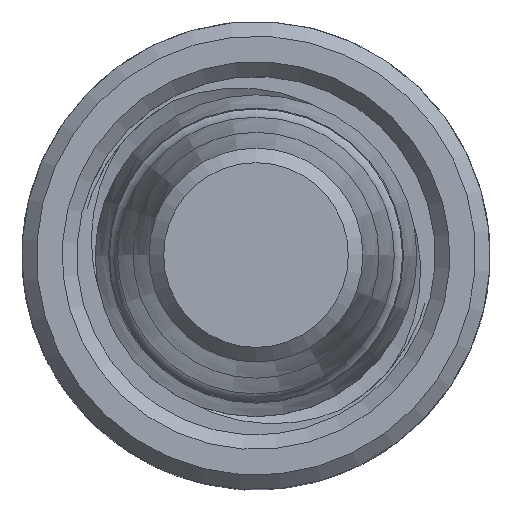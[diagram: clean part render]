
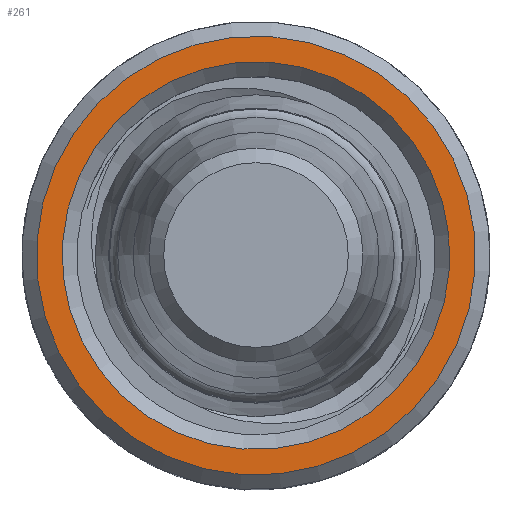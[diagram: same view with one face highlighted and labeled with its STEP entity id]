
A CAD part, top view. The second image highlights one B-rep face of the part: STEP entity #261.
In plain terms, the highlighted planar face has unit normal (0, 0, 1).
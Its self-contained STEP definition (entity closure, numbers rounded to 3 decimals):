
#60=PLANE('',#1058);
#261=ADVANCED_FACE('',(#347,#348),#60,.F.);
#347=FACE_BOUND('',#413,.T.);
#348=FACE_BOUND('',#414,.T.);
#413=EDGE_LOOP('',(#569));
#414=EDGE_LOOP('',(#570));
#569=ORIENTED_EDGE('',*,*,#832,.F.);
#570=ORIENTED_EDGE('',*,*,#834,.T.);
#740=VERTEX_POINT('',#1406);
#742=VERTEX_POINT('',#1411);
#832=EDGE_CURVE('',#740,#740,#956,.T.);
#834=EDGE_CURVE('',#742,#742,#958,.T.);
#956=CIRCLE('',#1027,6.625);
#958=CIRCLE('',#1030,7.5);
#1027=AXIS2_PLACEMENT_3D('',#1405,#1153,#1154);
#1030=AXIS2_PLACEMENT_3D('',#1410,#1159,#1160);
#1058=AXIS2_PLACEMENT_3D('',#1671,#1227,#1228);
#1153=DIRECTION('',(0.,0.,1.));
#1154=DIRECTION('',(-0.83,0.557,0.));
#1159=DIRECTION('',(0.,0.,1.));
#1160=DIRECTION('',(-0.83,0.557,0.));
#1227=DIRECTION('',(0.,0.,-1.));
#1228=DIRECTION('',(-0.83,0.557,0.));
#1405=CARTESIAN_POINT('',(0.,0.,0.));
#1406=CARTESIAN_POINT('',(-5.5,3.693,0.));
#1410=CARTESIAN_POINT('',(0.,0.,0.));
#1411=CARTESIAN_POINT('',(-6.227,4.181,0.));
#1671=CARTESIAN_POINT('',(-4.181,-6.227,0.));
